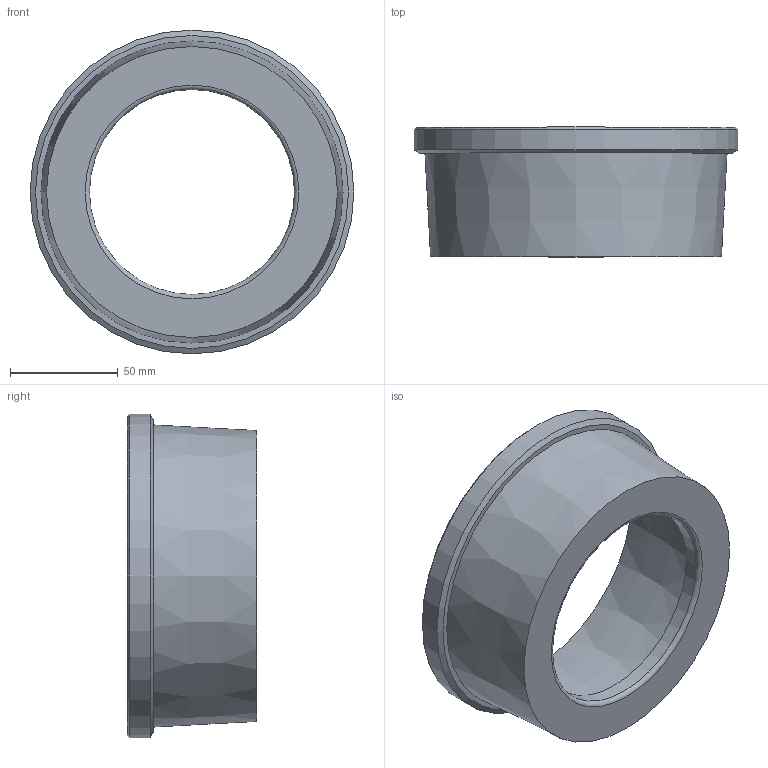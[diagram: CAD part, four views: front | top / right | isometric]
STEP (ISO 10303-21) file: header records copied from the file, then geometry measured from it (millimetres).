
FILE_DESCRIPTION(/* description */ (''),/* implementation_level */ '2;1');
FILE_NAME(/* name */ '6116 - DN100.step',/* time_stamp */ '2022-12-20T09:05:16+01:00',/* author */ (''),/* organization */ (''),/* preprocessor_version */ 'ST-DEVELOPER v19.2',/* originating_system */ 'Autodesk Translation Framework v11.17.0.187',/* authorisation */ '');
FILE_SCHEMA (('AUTOMOTIVE_DESIGN { 1 0 10303 214 3 1 1 }'));
Length unit declared in the file: millimetre
Products named in the file (1): 6116 - DN100
Bounding box: 150 x 60 x 150 mm (x, y, z)
Volume: 258777.8 mm3; surface area: 66113 mm2
Topology: 1 solids, 1 shells, 16 faces, 28 edges, 18 vertices
Faces by surface type: plane 6, cone 4, cylinder 4, torus 2
Full cylindrical faces by diameter (mm): 95 x1, 105.8 x1, 108 x1, 150 x1
Entity records: 440 total; most frequent: DIRECTION 82, CARTESIAN_POINT 63, ORIENTED_EDGE 56, AXIS2_PLACEMENT_3D 37, EDGE_CURVE 28, EDGE_LOOP 22, CIRCLE 20, VERTEX_POINT 18
